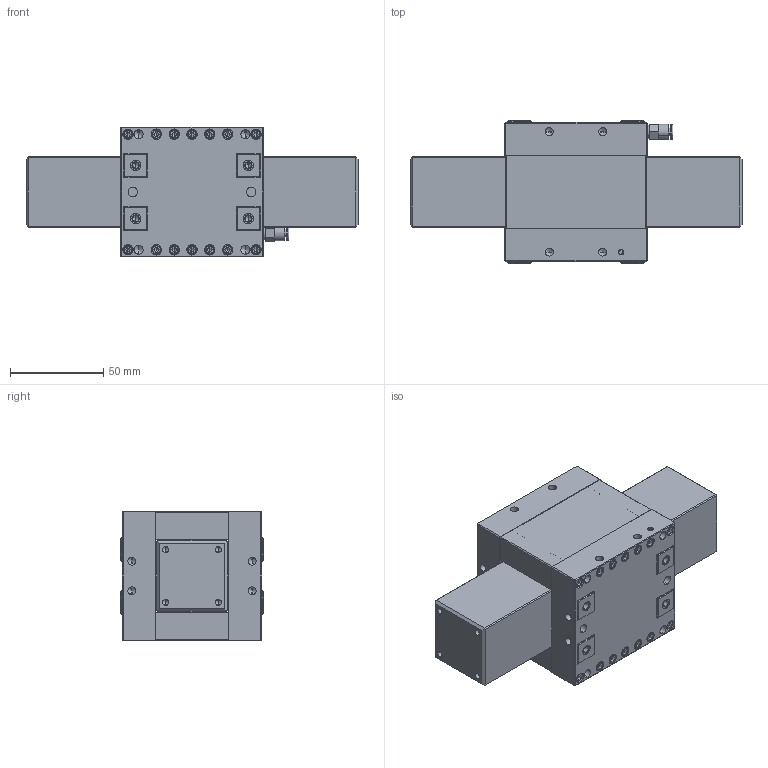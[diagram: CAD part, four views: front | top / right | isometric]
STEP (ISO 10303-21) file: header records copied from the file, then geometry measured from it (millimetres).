
FILE_DESCRIPTION (( 'STEP AP214' ), '1' );
FILE_NAME ('S40-03075-038XXX-C_UPDATED.STEP', '2014-05-14T15:05:02', ( '' ), ( '' ), 'SwSTEP 2.0', 'SolidWorks 2014', '' );
FILE_SCHEMA (( 'AUTOMOTIVE_DESIGN' ));
Length unit declared in the file: inch
Products named in the file (11): Socket Set Screw Cup Point_AM_B18.3.6M - M5 x 0.8 x 5 Hex Socket Type I Cup Pt. SS --N; Socket Set Screw Cup Point_AM_B18.3.6M - M3 x 0.5 x 3 Hex Socket Type I Cup Pt. SS --N; Socket Head Cap Screw_AI_HX-SHCS 0.112-40x0.875x0.875-N; S90F013_04-M5; 40S38S01-C_40S38S01; 40S38T01-C_40S38T01; S163801-C_S163801-C; 62S38S03_62S38S03; 16S3801-C_16S3801-C; 44S38XX_44S38178; S40-03075-038XXX-C_UPDATED
Assembly tree (43 placements, depth 3):
  S40-03075-038XXX-C_UPDATED
    44S38XX_44S38178
    S163801-C_S163801-C  x4
      16S3801-C_16S3801-C
      62S38S03_62S38S03
    40S38T01-C_40S38T01  x2
    40S38S01-C_40S38S01  x2
    S90F013_04-M5
    Socket Head Cap Screw_AI_HX-SHCS 0.112-40x0.875x0.875-N  x28
    Socket Set Screw Cup Point_AM_B18.3.6M - M3 x 0.5 x 3 Hex Socket Type I Cup Pt. SS --N  x2
    Socket Set Screw Cup Point_AM_B18.3.6M - M5 x 0.8 x 5 Hex Socket Type I Cup Pt. SS --N
Bounding box: 177.8 x 76.2 x 69.6 mm (x, y, z)
Volume: 484092.1 mm3; surface area: 155836.4 mm2
Topology: 45 solids, 45 shells, 2419 faces, 5826 edges, 3573 vertices
Faces by surface type: plane 1165, cylinder 500, bspline 348, cone 346, torus 60
Entity records: 37560 total; most frequent: CARTESIAN_POINT 15773, ORIENTED_EDGE 4288, DIRECTION 3740, EDGE_CURVE 2144, VERTEX_POINT 1392, LINE 1304, VECTOR 1304, AXIS2_PLACEMENT_3D 1218
